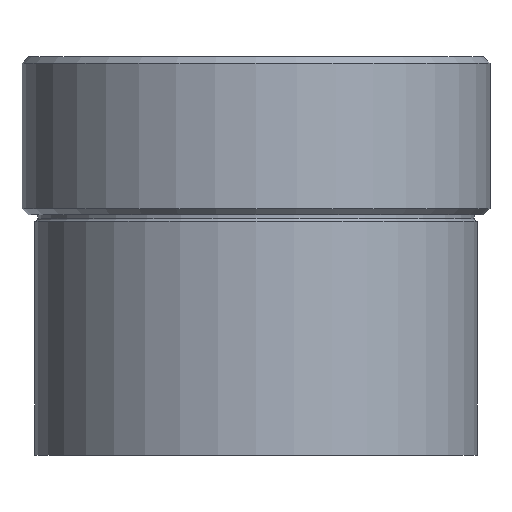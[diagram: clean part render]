
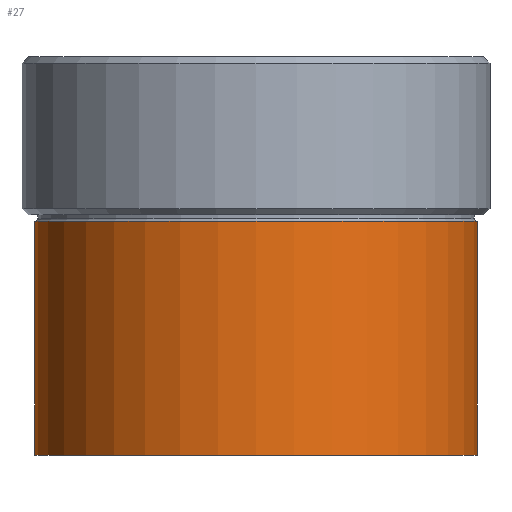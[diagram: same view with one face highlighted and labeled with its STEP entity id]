
A CAD part, front view. The second image highlights one B-rep face of the part: STEP entity #27.
In plain terms, the highlighted cylindrical face has radius 35 mm (diameter 70 mm), a partial arc.
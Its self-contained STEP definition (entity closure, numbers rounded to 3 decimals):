
#19 = CARTESIAN_POINT ( 'NONE',  ( -35., 0., -63. ) ) ;
#20 = VECTOR ( 'NONE', #241, 1000. ) ;
#27 = ADVANCED_FACE ( 'NONE', ( #336 ), #296, .T. ) ;
#45 = LINE ( 'NONE', #450, #20 ) ;
#64 = VECTOR ( 'NONE', #484, 1000. ) ;
#81 = ORIENTED_EDGE ( 'NONE', *, *, #514, .F. ) ;
#82 = DIRECTION ( 'NONE',  ( 1., 0., 0. ) ) ;
#101 = DIRECTION ( 'NONE',  ( 1., 0., 0. ) ) ;
#139 = AXIS2_PLACEMENT_3D ( 'NONE', #408, #163, #82 ) ;
#143 = DIRECTION ( 'NONE',  ( 1., 0., 0. ) ) ;
#155 = VERTEX_POINT ( 'NONE', #19 ) ;
#162 = ORIENTED_EDGE ( 'NONE', *, *, #440, .F. ) ;
#163 = DIRECTION ( 'NONE',  ( 0., 0., 1. ) ) ;
#165 = EDGE_LOOP ( 'NONE', ( #162, #287, #238, #81 ) ) ;
#193 = CARTESIAN_POINT ( 'NONE',  ( 35., 0., -63. ) ) ;
#197 = VERTEX_POINT ( 'NONE', #348 ) ;
#211 = AXIS2_PLACEMENT_3D ( 'NONE', #487, #214, #101 ) ;
#214 = DIRECTION ( 'NONE',  ( 0., 0., 1. ) ) ;
#229 = CARTESIAN_POINT ( 'NONE',  ( 35., 0., 0. ) ) ;
#233 = VERTEX_POINT ( 'NONE', #239 ) ;
#238 = ORIENTED_EDGE ( 'NONE', *, *, #309, .T. ) ;
#239 = CARTESIAN_POINT ( 'NONE',  ( 35., 0., -26. ) ) ;
#241 = DIRECTION ( 'NONE',  ( 0., 0., 1. ) ) ;
#262 = CIRCLE ( 'NONE', #139, 35. ) ;
#287 = ORIENTED_EDGE ( 'NONE', *, *, #357, .T. ) ;
#292 = AXIS2_PLACEMENT_3D ( 'NONE', #343, #504, #143 ) ;
#296 = CYLINDRICAL_SURFACE ( 'NONE', #292, 35. ) ;
#309 = EDGE_CURVE ( 'NONE', #331, #233, #356, .T. ) ;
#331 = VERTEX_POINT ( 'NONE', #193 ) ;
#336 = FACE_OUTER_BOUND ( 'NONE', #165, .T. ) ;
#343 = CARTESIAN_POINT ( 'NONE',  ( 0., 0., 0. ) ) ;
#348 = CARTESIAN_POINT ( 'NONE',  ( -35., 0., -26. ) ) ;
#356 = LINE ( 'NONE', #229, #64 ) ;
#357 = EDGE_CURVE ( 'NONE', #155, #331, #262, .T. ) ;
#408 = CARTESIAN_POINT ( 'NONE',  ( 0., 0., -63. ) ) ;
#440 = EDGE_CURVE ( 'NONE', #155, #197, #45, .T. ) ;
#446 = CIRCLE ( 'NONE', #211, 35. ) ;
#450 = CARTESIAN_POINT ( 'NONE',  ( -35., 0., 0. ) ) ;
#484 = DIRECTION ( 'NONE',  ( 0., 0., 1. ) ) ;
#487 = CARTESIAN_POINT ( 'NONE',  ( 0., 0., -26. ) ) ;
#504 = DIRECTION ( 'NONE',  ( 0., 0., 1. ) ) ;
#514 = EDGE_CURVE ( 'NONE', #197, #233, #446, .T. ) ;
